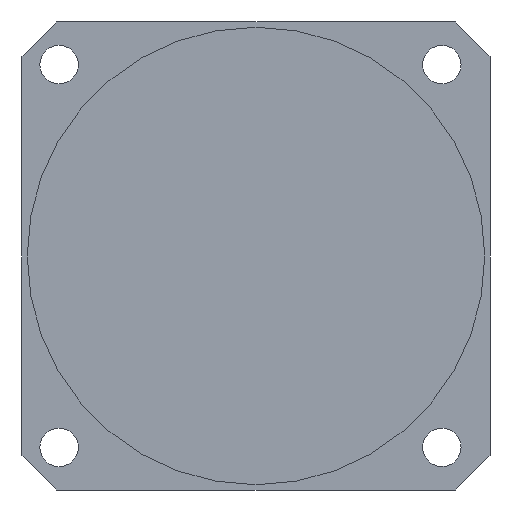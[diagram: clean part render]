
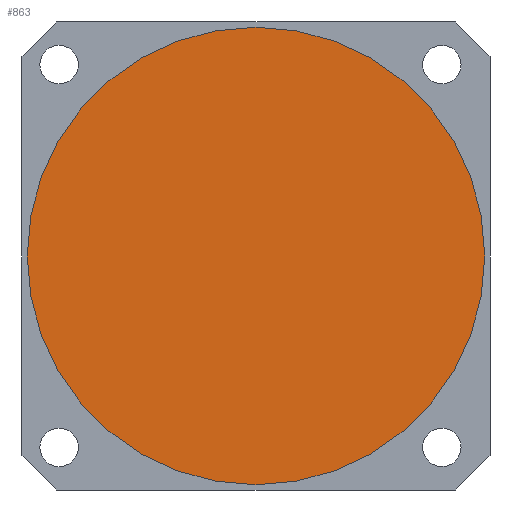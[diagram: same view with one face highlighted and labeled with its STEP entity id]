
A CAD part, front view. The second image highlights one B-rep face of the part: STEP entity #863.
In plain terms, the highlighted planar face has unit normal (0, -1, 0).
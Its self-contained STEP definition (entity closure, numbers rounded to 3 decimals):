
#5 = CARTESIAN_POINT ( 'NONE',  ( 1.576, -271., 51.298 ) ) ;
#84 = CIRCLE ( 'NONE', #262, 65.5 ) ;
#101 = VERTEX_POINT ( 'NONE', #152 ) ;
#133 = DIRECTION ( 'NONE',  ( 0., 0., -1. ) ) ;
#152 = CARTESIAN_POINT ( 'NONE',  ( 1.576, -271., 116.798 ) ) ;
#167 = ORIENTED_EDGE ( 'NONE', *, *, #370, .T. ) ;
#213 = EDGE_LOOP ( 'NONE', ( #167, #741 ) ) ;
#262 = AXIS2_PLACEMENT_3D ( 'NONE', #5, #757, #591 ) ;
#370 = EDGE_CURVE ( 'NONE', #101, #431, #497, .T. ) ;
#431 = VERTEX_POINT ( 'NONE', #706 ) ;
#467 = PLANE ( 'NONE',  #548 ) ;
#497 = CIRCLE ( 'NONE', #983, 65.5 ) ;
#548 = AXIS2_PLACEMENT_3D ( 'NONE', #728, #635, #133 ) ;
#576 = DIRECTION ( 'NONE',  ( 0., -1., 0. ) ) ;
#591 = DIRECTION ( 'NONE',  ( 0., 0., -1. ) ) ;
#635 = DIRECTION ( 'NONE',  ( 0., -1., 0. ) ) ;
#706 = CARTESIAN_POINT ( 'NONE',  ( 1.576, -271., -14.202 ) ) ;
#718 = FACE_OUTER_BOUND ( 'NONE', #213, .T. ) ;
#728 = CARTESIAN_POINT ( 'NONE',  ( 1.576, -271., 51.298 ) ) ;
#741 = ORIENTED_EDGE ( 'NONE', *, *, #821, .T. ) ;
#757 = DIRECTION ( 'NONE',  ( 0., -1., 0. ) ) ;
#783 = DIRECTION ( 'NONE',  ( 0., 0., -1. ) ) ;
#821 = EDGE_CURVE ( 'NONE', #431, #101, #84, .T. ) ;
#863 = ADVANCED_FACE ( 'NONE', ( #718 ), #467, .T. ) ;
#983 = AXIS2_PLACEMENT_3D ( 'NONE', #993, #576, #783 ) ;
#993 = CARTESIAN_POINT ( 'NONE',  ( 1.576, -271., 51.298 ) ) ;
